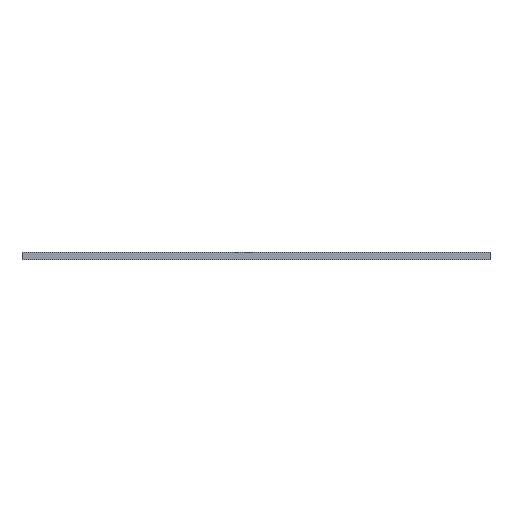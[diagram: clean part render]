
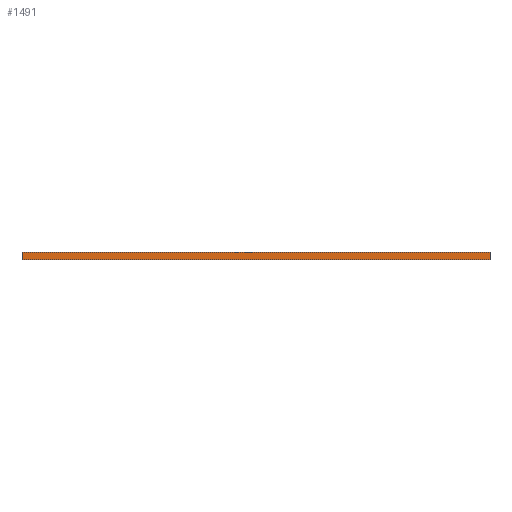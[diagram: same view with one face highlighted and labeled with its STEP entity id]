
A CAD part, front view. The second image highlights one B-rep face of the part: STEP entity #1491.
In plain terms, the highlighted planar face has unit normal (0, -1, 0).
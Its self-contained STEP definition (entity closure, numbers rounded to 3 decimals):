
#334=FACE_OUTER_BOUND('',#403,.T.);
#403=EDGE_LOOP('',(#1083,#1084,#1085,#1086));
#598=LINE('',#2247,#673);
#599=LINE('',#2249,#674);
#600=LINE('',#2251,#675);
#601=LINE('',#2252,#676);
#673=VECTOR('',#1777,1.);
#674=VECTOR('',#1778,1.);
#675=VECTOR('',#1779,1.);
#676=VECTOR('',#1780,1.);
#748=VERTEX_POINT('',#2245);
#749=VERTEX_POINT('',#2246);
#750=VERTEX_POINT('',#2248);
#751=VERTEX_POINT('',#2250);
#882=EDGE_CURVE('',#748,#749,#598,.T.);
#883=EDGE_CURVE('',#749,#750,#599,.T.);
#884=EDGE_CURVE('',#751,#750,#600,.T.);
#885=EDGE_CURVE('',#748,#751,#601,.T.);
#1083=ORIENTED_EDGE('',*,*,#882,.T.);
#1084=ORIENTED_EDGE('',*,*,#883,.T.);
#1085=ORIENTED_EDGE('',*,*,#884,.F.);
#1086=ORIENTED_EDGE('',*,*,#885,.F.);
#1485=PLANE('',#1575);
#1491=ADVANCED_FACE('',(#334),#1485,.T.);
#1575=AXIS2_PLACEMENT_3D('',#2244,#1775,#1776);
#1775=DIRECTION('center_axis',(0.,-1.,0.));
#1776=DIRECTION('ref_axis',(-1.,0.,0.));
#1777=DIRECTION('',(0.,0.,1.));
#1778=DIRECTION('',(-1.,0.,0.));
#1779=DIRECTION('',(0.,0.,1.));
#1780=DIRECTION('',(-1.,0.,0.));
#2244=CARTESIAN_POINT('Origin',(123.73,-125.095,0.));
#2245=CARTESIAN_POINT('',(123.73,-125.095,0.));
#2246=CARTESIAN_POINT('',(123.73,-125.095,1.51));
#2247=CARTESIAN_POINT('',(123.73,-125.095,0.));
#2248=CARTESIAN_POINT('',(24.13,-125.095,1.51));
#2249=CARTESIAN_POINT('',(123.73,-125.095,1.51));
#2250=CARTESIAN_POINT('',(24.13,-125.095,0.));
#2251=CARTESIAN_POINT('',(24.13,-125.095,0.));
#2252=CARTESIAN_POINT('',(123.73,-125.095,0.));
